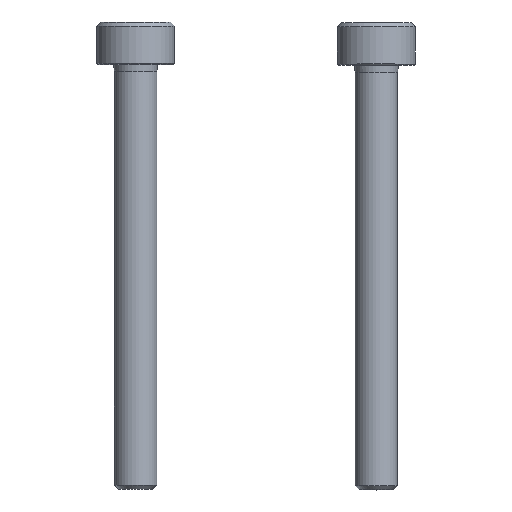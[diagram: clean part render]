
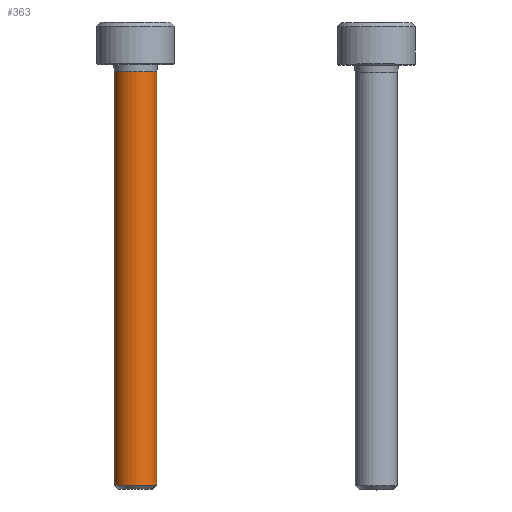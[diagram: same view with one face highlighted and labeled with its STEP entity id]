
A CAD part, top view. The second image highlights one B-rep face of the part: STEP entity #363.
In plain terms, the highlighted cylindrical face has radius 1.5 mm (diameter 3 mm), a full revolution.
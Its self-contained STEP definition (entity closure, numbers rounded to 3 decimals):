
#66=CYLINDRICAL_SURFACE('',#418,1.5);
#117=ORIENTED_EDGE('',*,*,#194,.F.);
#118=ORIENTED_EDGE('',*,*,#193,.T.);
#193=EDGE_CURVE('',#231,#231,#258,.T.);
#194=EDGE_CURVE('',#232,#232,#259,.T.);
#231=VERTEX_POINT('',#630);
#232=VERTEX_POINT('',#633);
#258=CIRCLE('',#417,1.5);
#259=CIRCLE('',#419,1.5);
#285=EDGE_LOOP('',(#117));
#286=EDGE_LOOP('',(#118));
#321=FACE_BOUND('',#285,.T.);
#322=FACE_BOUND('',#286,.T.);
#363=ADVANCED_FACE('',(#321,#322),#66,.T.);
#417=AXIS2_PLACEMENT_3D('',#629,#492,#493);
#418=AXIS2_PLACEMENT_3D('',#631,#494,#495);
#419=AXIS2_PLACEMENT_3D('',#632,#496,#497);
#492=DIRECTION('',(0.,-1.,0.));
#493=DIRECTION('',(0.,0.,-1.));
#494=DIRECTION('',(0.,-1.,0.));
#495=DIRECTION('',(0.,0.,-1.));
#496=DIRECTION('',(0.,-1.,0.));
#497=DIRECTION('',(0.,0.,-1.));
#629=CARTESIAN_POINT('',(0.,-0.51,0.));
#630=CARTESIAN_POINT('',(0.,-0.51,-1.5));
#631=CARTESIAN_POINT('',(0.,-30.,0.));
#632=CARTESIAN_POINT('',(0.,-29.694,0.));
#633=CARTESIAN_POINT('',(0.,-29.694,-1.5));
